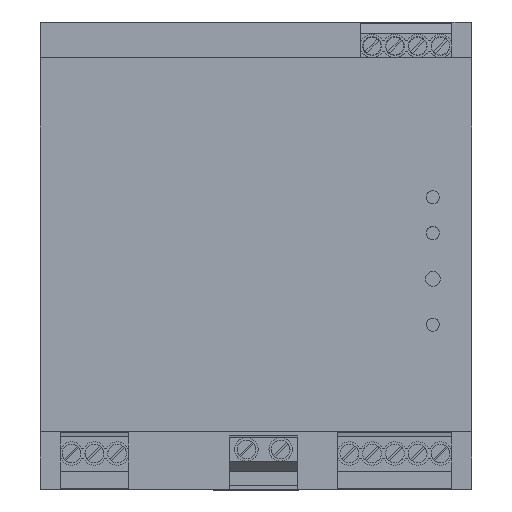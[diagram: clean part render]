
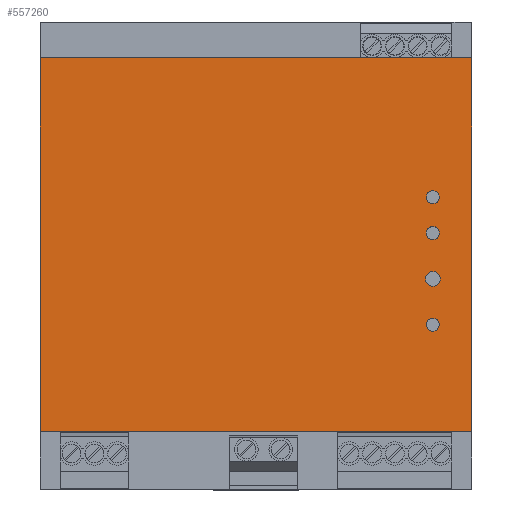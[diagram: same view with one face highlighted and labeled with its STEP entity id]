
A CAD part, top view. The second image highlights one B-rep face of the part: STEP entity #557260.
In plain terms, the highlighted face is planar.
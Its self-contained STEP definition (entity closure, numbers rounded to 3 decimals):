
#30380=CARTESIAN_POINT('',(-47.15,-111.5,6.5));
#30390=VERTEX_POINT('',#30380);
#30440=CARTESIAN_POINT('',(-49.2,-111.5,6.5));
#30450=DIRECTION('',(0.,1.,0.));
#30460=DIRECTION('',(-1.,0.,0.));
#30470=AXIS2_PLACEMENT_3D('',#30440,#30450,#30460);
#30480=CIRCLE('',#30470,2.05);
#30490=CARTESIAN_POINT('',(-51.25,-111.5,6.5));
#30500=VERTEX_POINT('',#30490);
#30510=EDGE_CURVE('',#30390,#30500,#30480,.T.);
#54260=CARTESIAN_POINT('',(-60.,-111.5,49.));
#54270=VERTEX_POINT('',#54260);
#54300=CARTESIAN_POINT('',(-60.,-111.5,0.));
#54310=DIRECTION('',(0.,0.,1.));
#54320=VECTOR('',#54310,1.);
#54330=LINE('',#54300,#54320);
#54340=CARTESIAN_POINT('',(-60.,-111.5,-55.));
#54350=VERTEX_POINT('',#54340);
#54360=EDGE_CURVE('',#54350,#54270,#54330,.T.);
#549860=CARTESIAN_POINT('',(60.,-111.5,49.));
#549870=VERTEX_POINT('',#549860);
#549900=CARTESIAN_POINT('',(0.,-111.5,49.));
#549910=DIRECTION('',(-1.,0.,0.));
#549920=VECTOR('',#549910,1.);
#549930=LINE('',#549900,#549920);
#549940=EDGE_CURVE('',#549870,#54270,#549930,.T.);
#556290=CARTESIAN_POINT('',(60.,-111.5,-55.));
#556300=VERTEX_POINT('',#556290);
#556440=CARTESIAN_POINT('',(0.,-111.5,-55.));
#556450=DIRECTION('',(-1.,0.,0.));
#556460=VECTOR('',#556450,1.);
#556470=LINE('',#556440,#556460);
#556480=EDGE_CURVE('',#556300,#54350,#556470,.T.);
#556600=CARTESIAN_POINT('',(-60.,-111.5,-53.));
#556610=DIRECTION('',(0.,1.,0.));
#556620=DIRECTION('',(0.,0.,1.));
#556630=AXIS2_PLACEMENT_3D('',#556600,#556610,#556620);
#556640=PLANE('',#556630);
#556650=ORIENTED_EDGE('',*,*,#30510,.T.);
#556660=EDGE_CURVE('',#30500,#30390,#30480,.T.);
#556670=ORIENTED_EDGE('',*,*,#556660,.T.);
#556680=EDGE_LOOP('',(#556670,#556650));
#556690=FACE_BOUND('',#556680,.T.);
#556700=CARTESIAN_POINT('',(-49.2,-111.5,19.25));
#556710=DIRECTION('',(0.,1.,0.));
#556720=DIRECTION('',(-1.,0.,0.));
#556730=AXIS2_PLACEMENT_3D('',#556700,#556710,#556720);
#556740=CIRCLE('',#556730,1.8);
#556750=CARTESIAN_POINT('',(-51.,-111.5,19.25));
#556760=VERTEX_POINT('',#556750);
#556770=CARTESIAN_POINT('',(-47.4,-111.5,19.25));
#556780=VERTEX_POINT('',#556770);
#556790=EDGE_CURVE('',#556760,#556780,#556740,.T.);
#556800=ORIENTED_EDGE('',*,*,#556790,.T.);
#556810=EDGE_CURVE('',#556780,#556760,#556740,.T.);
#556820=ORIENTED_EDGE('',*,*,#556810,.T.);
#556830=EDGE_LOOP('',(#556820,#556800));
#556840=FACE_BOUND('',#556830,.T.);
#556850=CARTESIAN_POINT('',(-49.2,-111.5,-16.25));
#556860=DIRECTION('',(0.,1.,0.));
#556870=DIRECTION('',(-1.,0.,0.));
#556880=AXIS2_PLACEMENT_3D('',#556850,#556860,#556870);
#556890=CIRCLE('',#556880,1.8);
#556900=CARTESIAN_POINT('',(-51.,-111.5,-16.25));
#556910=VERTEX_POINT('',#556900);
#556920=CARTESIAN_POINT('',(-47.4,-111.5,-16.25));
#556930=VERTEX_POINT('',#556920);
#556940=EDGE_CURVE('',#556910,#556930,#556890,.T.);
#556950=ORIENTED_EDGE('',*,*,#556940,.T.);
#556960=EDGE_CURVE('',#556930,#556910,#556890,.T.);
#556970=ORIENTED_EDGE('',*,*,#556960,.T.);
#556980=EDGE_LOOP('',(#556970,#556950));
#556990=FACE_BOUND('',#556980,.T.);
#557000=CARTESIAN_POINT('',(-49.2,-111.5,-6.25));
#557010=DIRECTION('',(0.,1.,0.));
#557020=DIRECTION('',(-1.,0.,0.));
#557030=AXIS2_PLACEMENT_3D('',#557000,#557010,#557020);
#557040=CIRCLE('',#557030,1.8);
#557050=CARTESIAN_POINT('',(-51.,-111.5,-6.25));
#557060=VERTEX_POINT('',#557050);
#557070=CARTESIAN_POINT('',(-47.4,-111.5,-6.25));
#557080=VERTEX_POINT('',#557070);
#557090=EDGE_CURVE('',#557060,#557080,#557040,.T.);
#557100=ORIENTED_EDGE('',*,*,#557090,.T.);
#557110=EDGE_CURVE('',#557080,#557060,#557040,.T.);
#557120=ORIENTED_EDGE('',*,*,#557110,.T.);
#557130=EDGE_LOOP('',(#557120,#557100));
#557140=FACE_BOUND('',#557130,.T.);
#557150=ORIENTED_EDGE('',*,*,#549940,.T.);
#557160=CARTESIAN_POINT('',(60.,-111.5,0.));
#557170=DIRECTION('',(0.,0.,1.));
#557180=VECTOR('',#557170,1.);
#557190=LINE('',#557160,#557180);
#557200=EDGE_CURVE('',#556300,#549870,#557190,.T.);
#557210=ORIENTED_EDGE('',*,*,#557200,.T.);
#557220=ORIENTED_EDGE('',*,*,#556480,.F.);
#557230=ORIENTED_EDGE('',*,*,#54360,.F.);
#557240=EDGE_LOOP('',(#557230,#557220,#557210,#557150));
#557250=FACE_OUTER_BOUND('',#557240,.T.);
#557260=ADVANCED_FACE('',(#556690,#556840,#556990,#557140,#557250),
#556640,.F.);
